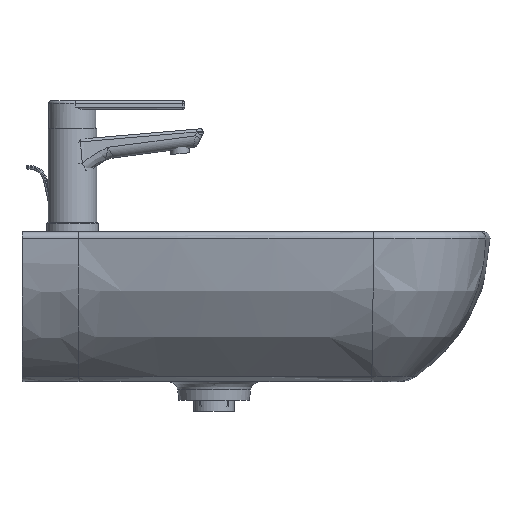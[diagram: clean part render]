
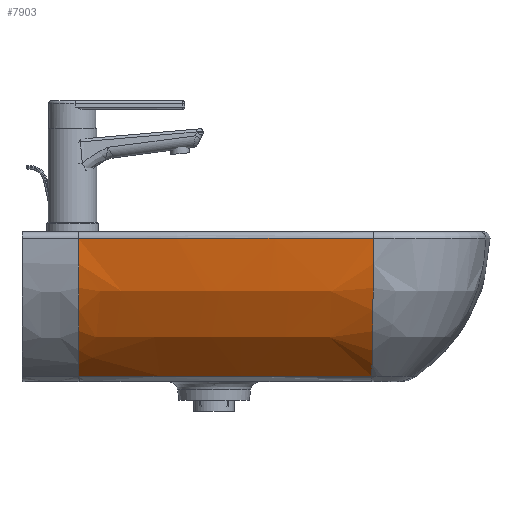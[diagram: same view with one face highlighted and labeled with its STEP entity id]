
A CAD part, left-side view. The second image highlights one B-rep face of the part: STEP entity #7903.
In plain terms, the highlighted free-form (B-spline) face has degree [3, 3] with [14, 4] control points.
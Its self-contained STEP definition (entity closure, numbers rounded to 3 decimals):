
#5069=CARTESIAN_POINT('',(-320.,-375.,0.0));
#5070=VERTEX_POINT('',#5069);
#5106=CARTESIAN_POINT('',(-320.,-60.001,0.0));
#5107=VERTEX_POINT('',#5106);
#5123=CARTESIAN_POINT('',(2158.113,-217.5,0.0));
#5124=DIRECTION('',(0.0,0.0,1.0));
#5125=DIRECTION('',(-0.998,0.063,0.0));
#5126=AXIS2_PLACEMENT_3D('',#5123,#5124,#5125);
#5127=CIRCLE('',#5126,2483.113);
#5128=EDGE_CURVE('',#5107,#5070,#5127,.T.);
#7091=CARTESIAN_POINT('',(-241.236,-373.235,-147.128));
#7092=VERTEX_POINT('',#7091);
#7093=CARTESIAN_POINT('',(-241.151,-60.476,-147.128));
#7094=VERTEX_POINT('',#7093);
#7095=CARTESIAN_POINT('',(-241.236,-373.235,-147.128));
#7096=CARTESIAN_POINT('',(-244.132,-328.619,-147.128));
#7097=CARTESIAN_POINT('',(-246.884,-254.115,-147.128));
#7098=CARTESIAN_POINT('',(-246.043,-164.675,-147.09));
#7099=CARTESIAN_POINT('',(-244.086,-112.545,-147.09));
#7100=CARTESIAN_POINT('',(-242.738,-86.51,-147.106));
#7101=CARTESIAN_POINT('',(-241.973,-73.499,-147.118));
#7102=CARTESIAN_POINT('',(-241.511,-66.063,-147.125));
#7103=CARTESIAN_POINT('',(-241.273,-62.343,-147.128));
#7104=CARTESIAN_POINT('',(-241.151,-60.476,-147.128));
#7105=B_SPLINE_CURVE_WITH_KNOTS('',3,(#7095,#7096,#7097,#7098,#7099,#7100,#7101,#7102,#7103,#7104),.UNSPECIFIED.,.F.,.U.,(4,1,1,1,1,1,1,4),(-31.065,-17.751,-8.876,-4.438,-2.219,-1.109,-0.555,0.0),.UNSPECIFIED.);
#7106=EDGE_CURVE('',#7092,#7094,#7105,.T.);
#7117=CARTESIAN_POINT('',(-241.236,-373.235,-147.128));
#7118=VERTEX_POINT('',#7117);
#7132=CARTESIAN_POINT('',(-241.236,-373.235,-147.128));
#7133=CARTESIAN_POINT('',(-241.236,-373.235,-147.128));
#7134=CARTESIAN_POINT('',(-241.236,-373.235,-147.128));
#7135=CARTESIAN_POINT('',(-241.236,-373.235,-147.128));
#7136=B_SPLINE_CURVE_WITH_KNOTS('',3,(#7132,#7133,#7134,#7135),.UNSPECIFIED.,.F.,.U.,(4,4),(-31.065,-31.065),.UNSPECIFIED.);
#7137=EDGE_CURVE('',#7118,#7092,#7136,.T.);
#7319=CARTESIAN_POINT('',(-241.248,-373.235,-147.119));
#7320=VERTEX_POINT('',#7319);
#7353=CARTESIAN_POINT('',(-241.248,-373.235,-147.119));
#7354=CARTESIAN_POINT('',(-241.244,-373.235,-147.122));
#7355=CARTESIAN_POINT('',(-241.24,-373.235,-147.125));
#7356=CARTESIAN_POINT('',(-241.236,-373.235,-147.128));
#7357=B_SPLINE_CURVE_WITH_KNOTS('',3,(#7353,#7354,#7355,#7356),.UNSPECIFIED.,.F.,.U.,(4,4),(-1.096,-1.094),.UNSPECIFIED.);
#7358=EDGE_CURVE('',#7320,#7118,#7357,.T.);
#7826=CARTESIAN_POINT('',(-319.999,-375.011,0.0));
#7827=CARTESIAN_POINT('',(-320.951,-360.03,0.0));
#7828=CARTESIAN_POINT('',(-322.584,-330.051,0.0));
#7829=CARTESIAN_POINT('',(-323.809,-296.297,0.0));
#7830=CARTESIAN_POINT('',(-324.37,-273.787,0.0));
#7831=CARTESIAN_POINT('',(-324.677,-258.779,0.0));
#7832=CARTESIAN_POINT('',(-324.966,-237.515,0.0));
#7833=CARTESIAN_POINT('',(-325.034,-214.998,0.0));
#7834=CARTESIAN_POINT('',(-324.853,-184.977,0.0));
#7835=CARTESIAN_POINT('',(-324.217,-149.955,0.0));
#7836=CARTESIAN_POINT('',(-322.856,-112.45,0.0));
#7837=CARTESIAN_POINT('',(-321.36,-82.465,0.0));
#7838=CARTESIAN_POINT('',(-320.475,-67.48,0.0));
#7839=CARTESIAN_POINT('',(-319.999,-59.989,0.0));
#7840=CARTESIAN_POINT('',(-318.377,-374.804,-60.519));
#7841=CARTESIAN_POINT('',(-319.325,-359.875,-60.519));
#7842=CARTESIAN_POINT('',(-320.906,-330.718,-60.519));
#7843=CARTESIAN_POINT('',(-322.092,-298.813,-60.519));
#7844=CARTESIAN_POINT('',(-322.662,-277.633,-60.519));
#7845=CARTESIAN_POINT('',(-322.982,-263.518,-60.519));
#7846=CARTESIAN_POINT('',(-323.312,-243.491,-60.519));
#7847=CARTESIAN_POINT('',(-323.454,-222.104,-60.519));
#7848=CARTESIAN_POINT('',(-323.388,-193.178,-60.519));
#7849=CARTESIAN_POINT('',(-322.898,-158.634,-60.519));
#7850=CARTESIAN_POINT('',(-321.588,-119.59,-60.519));
#7851=CARTESIAN_POINT('',(-319.979,-86.686,-60.519));
#7852=CARTESIAN_POINT('',(-318.976,-69.602,-60.519));
#7853=CARTESIAN_POINT('',(-318.421,-60.884,-60.519));
#7854=CARTESIAN_POINT('',(-292.12,-374.215,-109.564));
#7855=CARTESIAN_POINT('',(-293.072,-359.322,-109.564));
#7856=CARTESIAN_POINT('',(-294.724,-329.243,-109.564));
#7857=CARTESIAN_POINT('',(-295.963,-295.015,-109.564));
#7858=CARTESIAN_POINT('',(-296.523,-272.153,-109.564));
#7859=CARTESIAN_POINT('',(-296.824,-256.908,-109.564));
#7860=CARTESIAN_POINT('',(-297.099,-235.318,-109.564));
#7861=CARTESIAN_POINT('',(-297.141,-212.525,-109.564));
#7862=CARTESIAN_POINT('',(-296.918,-182.296,-109.564));
#7863=CARTESIAN_POINT('',(-296.232,-147.342,-109.564));
#7864=CARTESIAN_POINT('',(-294.86,-110.705,-109.564));
#7865=CARTESIAN_POINT('',(-293.414,-82.069,-109.564));
#7866=CARTESIAN_POINT('',(-292.581,-68.006,-109.564));
#7867=CARTESIAN_POINT('',(-292.137,-61.045,-109.564));
#7868=CARTESIAN_POINT('',(-241.229,-373.246,-147.133));
#7869=CARTESIAN_POINT('',(-242.194,-358.372,-147.133));
#7870=CARTESIAN_POINT('',(-244.037,-325.625,-147.133));
#7871=CARTESIAN_POINT('',(-245.425,-284.905,-147.133));
#7872=CARTESIAN_POINT('',(-245.954,-257.349,-147.133));
#7873=CARTESIAN_POINT('',(-246.203,-238.949,-147.133));
#7874=CARTESIAN_POINT('',(-246.327,-212.995,-147.133));
#7875=CARTESIAN_POINT('',(-246.097,-186.261,-147.133));
#7876=CARTESIAN_POINT('',(-245.445,-152.33,-147.133));
#7877=CARTESIAN_POINT('',(-244.219,-116.078,-147.133));
#7878=CARTESIAN_POINT('',(-242.674,-85.795,-147.133));
#7879=CARTESIAN_POINT('',(-241.664,-68.614,-147.133));
#7880=CARTESIAN_POINT('',(-241.288,-62.69,-147.133));
#7881=CARTESIAN_POINT('',(-241.145,-60.473,-147.133));
#7882=B_SPLINE_SURFACE_WITH_KNOTS('',3,3,((#7826,#7840,#7854,#7868),(#7827,#7841,#7855,#7869),(#7828,#7842,#7856,#7870),(#7829,#7843,#7857,#7871),(#7830,#7844,#7858,#7872),(#7831,#7845,#7859,#7873),(#7832,#7846,#7860,#7874),(#7833,#7847,#7861,#7875),(#7834,#7848,#7862,#7876),(#7835,#7849,#7863,#7877),(#7836,#7850,#7864,#7878),(#7837,#7851,#7865,#7879),(#7838,#7852,#7866,#7880),(#7839,#7853,#7867,#7881)),.UNSPECIFIED.,.F.,.F.,.U.,(4,1,1,1,1,1,1,1,1,1,1,4),(4,4),(0.,0.143,0.286,0.321,0.357,0.429,0.524,0.571,0.714,0.857,0.929,1.),(0.0,0.95),.UNSPECIFIED.);
#7883=ORIENTED_EDGE('',*,*,#7106,.F.);
#7884=ORIENTED_EDGE('',*,*,#7137,.F.);
#7885=ORIENTED_EDGE('',*,*,#7358,.F.);
#7886=CARTESIAN_POINT('',(-320.,-375.,0.0));
#7887=CARTESIAN_POINT('',(-318.378,-374.793,-60.512));
#7888=CARTESIAN_POINT('',(-292.127,-374.204,-109.552));
#7889=CARTESIAN_POINT('',(-241.248,-373.235,-147.119));
#7890=B_SPLINE_CURVE_WITH_KNOTS('',3,(#7886,#7887,#7888,#7889),.UNSPECIFIED.,.F.,.U.,(4,4),(0.0,0.95),.UNSPECIFIED.);
#7891=EDGE_CURVE('',#5070,#7320,#7890,.T.);
#7892=ORIENTED_EDGE('',*,*,#7891,.F.);
#7893=ORIENTED_EDGE('',*,*,#5128,.F.);
#7894=CARTESIAN_POINT('',(-320.,-60.001,0.0));
#7895=CARTESIAN_POINT('',(-318.422,-60.897,-60.517));
#7896=CARTESIAN_POINT('',(-292.139,-61.056,-109.559));
#7897=CARTESIAN_POINT('',(-241.151,-60.476,-147.128));
#7898=B_SPLINE_CURVE_WITH_KNOTS('',3,(#7894,#7895,#7896,#7897),.UNSPECIFIED.,.F.,.U.,(4,4),(0.0,0.95),.UNSPECIFIED.);
#7899=EDGE_CURVE('',#5107,#7094,#7898,.T.);
#7900=ORIENTED_EDGE('',*,*,#7899,.T.);
#7901=EDGE_LOOP('',(#7883,#7884,#7885,#7892,#7893,#7900));
#7902=FACE_OUTER_BOUND('',#7901,.T.);
#7903=ADVANCED_FACE('',(#7902),#7882,.T.);
